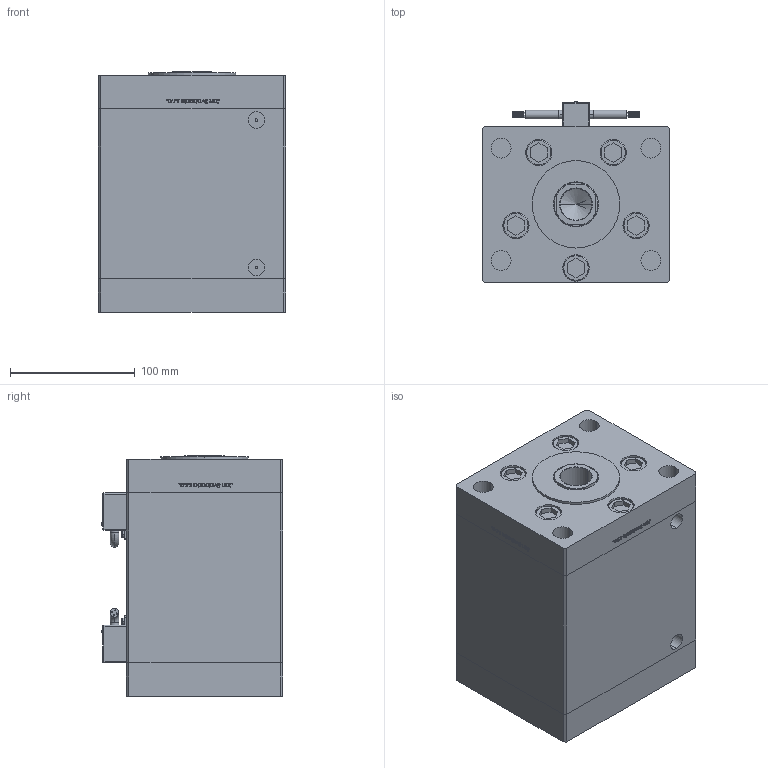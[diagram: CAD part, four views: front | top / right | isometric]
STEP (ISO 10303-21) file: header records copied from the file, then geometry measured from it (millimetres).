
FILE_DESCRIPTION (( 'STEP AP203' ), '1' );
FILE_NAME ('bdd2.STEP', '2025-02-18T21:02:07', ( '' ), ( '' ), 'SwSTEP 2.0', 'SolidWorks 2019', '' );
FILE_SCHEMA (( 'CONFIG_CONTROL_DESIGN' ));
Length unit declared in the file: millimetre
Products named in the file (7): V220C_FRONT_B a042453ebdfb7b17e4435ea76c3e3f91; V220C BACK_B a042453ebdfb7b17e4435ea76c3e3f91; V220C_B MIDDLE a042453ebdfb7b17e4435ea76c3e3f91; bdd2; ALLEN BOLT a042453ebdfb7b17e4435ea76c3e3f91; V220C_VC_B a042453ebdfb7b17e4435ea76c3e3f91; Magnetic_Switch_MSU4 a042453ebdfb7b17e4435ea76c3e3f91
Assembly tree (16 placements, depth 2):
  bdd2
    V220C_B MIDDLE a042453ebdfb7b17e4435ea76c3e3f91
    V220C BACK_B a042453ebdfb7b17e4435ea76c3e3f91
    V220C_FRONT_B a042453ebdfb7b17e4435ea76c3e3f91
    V220C_VC_B a042453ebdfb7b17e4435ea76c3e3f91
    Magnetic_Switch_MSU4 a042453ebdfb7b17e4435ea76c3e3f91  x2
    ALLEN BOLT a042453ebdfb7b17e4435ea76c3e3f91  x10
Bounding box: 150 x 145.1 x 192.8 mm (x, y, z)
Volume: 3109994.4 mm3; surface area: 345292.8 mm2
Topology: 16 solids, 18 shells, 1389 faces, 3415 edges, 2213 vertices
Faces by surface type: plane 542, bspline 484, cylinder 237, torus 52, cone 50, sphere 24
Entity records: 55149 total; most frequent: CARTESIAN_POINT 30760, ORIENTED_EDGE 5524, DIRECTION 3384, EDGE_CURVE 2762, VERTEX_POINT 1824, LINE 1424, VECTOR 1424, EDGE_LOOP 1268
